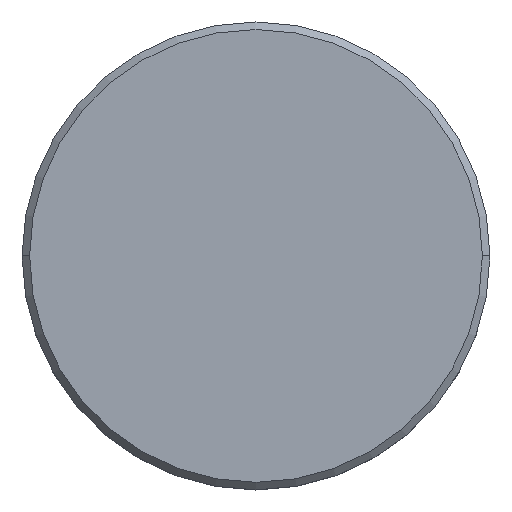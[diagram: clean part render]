
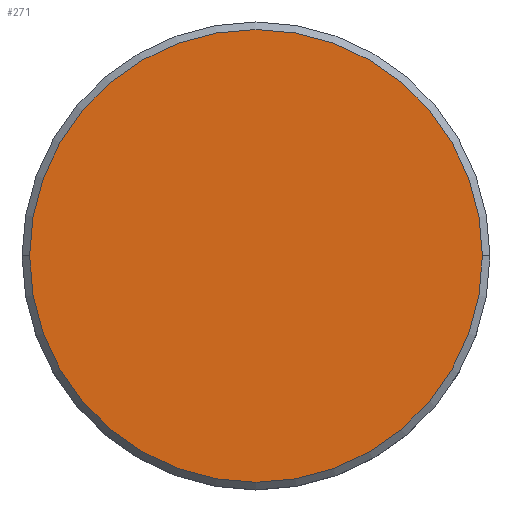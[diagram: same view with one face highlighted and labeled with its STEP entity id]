
A CAD part, top view. The second image highlights one B-rep face of the part: STEP entity #271.
In plain terms, the highlighted planar face has unit normal (0, 0, 1).
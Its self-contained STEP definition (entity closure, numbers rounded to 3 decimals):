
#30 = EDGE_LOOP ( 'NONE', ( #486, #861 ) ) ;
#54 = CIRCLE ( 'NONE', #1081, 15. ) ;
#61 = CARTESIAN_POINT ( 'NONE',  ( 0., 0., 0. ) ) ;
#203 = CARTESIAN_POINT ( 'NONE',  ( 0., 0., 0. ) ) ;
#245 = DIRECTION ( 'NONE',  ( 1., 0., 0. ) ) ;
#271 = ADVANCED_FACE ( 'NONE', ( #296 ), #552, .T. ) ;
#277 = CARTESIAN_POINT ( 'NONE',  ( 15., 0., 0. ) ) ;
#296 = FACE_OUTER_BOUND ( 'NONE', #30, .T. ) ;
#316 = VERTEX_POINT ( 'NONE', #1173 ) ;
#391 = EDGE_CURVE ( 'NONE', #946, #316, #54, .T. ) ;
#412 = AXIS2_PLACEMENT_3D ( 'NONE', #203, #914, #1018 ) ;
#486 = ORIENTED_EDGE ( 'NONE', *, *, #1166, .T. ) ;
#500 = CARTESIAN_POINT ( 'NONE',  ( 0., 0., 0. ) ) ;
#511 = DIRECTION ( 'NONE',  ( 0., 0., 1. ) ) ;
#552 = PLANE ( 'NONE',  #412 ) ;
#607 = AXIS2_PLACEMENT_3D ( 'NONE', #500, #511, #245 ) ;
#795 = DIRECTION ( 'NONE',  ( 0., 0., 1. ) ) ;
#861 = ORIENTED_EDGE ( 'NONE', *, *, #391, .T. ) ;
#892 = CIRCLE ( 'NONE', #607, 15. ) ;
#914 = DIRECTION ( 'NONE',  ( 0., 0., 1. ) ) ;
#946 = VERTEX_POINT ( 'NONE', #277 ) ;
#1018 = DIRECTION ( 'NONE',  ( 1., 0., 0. ) ) ;
#1077 = DIRECTION ( 'NONE',  ( 1., 0., 0. ) ) ;
#1081 = AXIS2_PLACEMENT_3D ( 'NONE', #61, #795, #1077 ) ;
#1166 = EDGE_CURVE ( 'NONE', #316, #946, #892, .T. ) ;
#1173 = CARTESIAN_POINT ( 'NONE',  ( -15., 0., 0. ) ) ;
